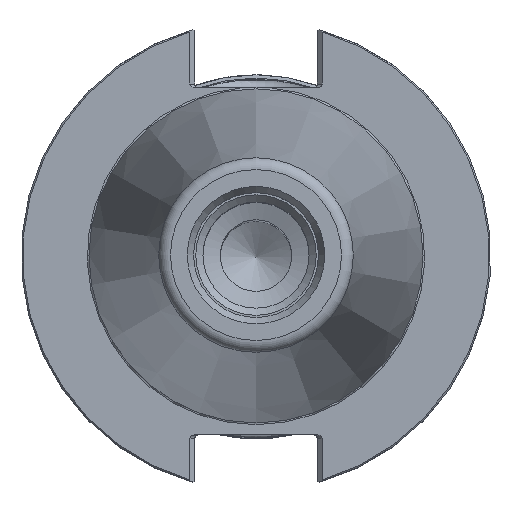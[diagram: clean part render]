
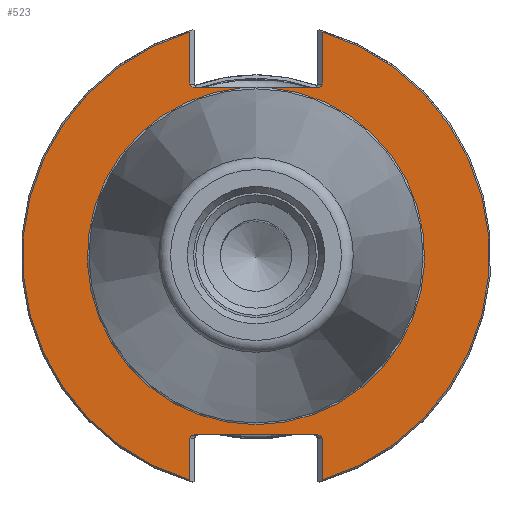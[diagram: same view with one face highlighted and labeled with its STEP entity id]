
A CAD part, top view. The second image highlights one B-rep face of the part: STEP entity #523.
In plain terms, the highlighted planar face has unit normal (0, 0, 1).
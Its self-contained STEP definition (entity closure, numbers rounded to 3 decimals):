
#157=ELLIPSE('',#1942,1.131,0.8);
#158=ELLIPSE('',#1944,1.131,0.8);
#159=ELLIPSE('',#1945,1.131,0.8);
#160=ELLIPSE('',#1947,1.131,0.8);
#289=PLANE('',#1949);
#317=FACE_OUTER_BOUND('',#815,.T.);
#375=LINE('',#2620,#446);
#383=LINE('',#2654,#454);
#384=LINE('',#2659,#455);
#385=LINE('',#2663,#456);
#386=LINE('',#2668,#457);
#387=LINE('',#2672,#458);
#388=LINE('',#2676,#459);
#446=VECTOR('',#2142,1.);
#454=VECTOR('',#2164,1.);
#455=VECTOR('',#2167,1.);
#456=VECTOR('',#2170,1.);
#457=VECTOR('',#2175,1.);
#458=VECTOR('',#2178,1.);
#459=VECTOR('',#2181,1.);
#523=ADVANCED_FACE('',(#317),#289,.F.);
#815=EDGE_LOOP('',(#1029,#1030,#1031,#1032,#1033,#1034,#1035,#1036,#1037,
#1038,#1039,#1040,#1041,#1042));
#1029=ORIENTED_EDGE('',*,*,#1643,.F.);
#1030=ORIENTED_EDGE('',*,*,#1644,.T.);
#1031=ORIENTED_EDGE('',*,*,#1645,.T.);
#1032=ORIENTED_EDGE('',*,*,#1646,.T.);
#1033=ORIENTED_EDGE('',*,*,#1647,.F.);
#1034=ORIENTED_EDGE('',*,*,#1648,.T.);
#1035=ORIENTED_EDGE('',*,*,#1629,.F.);
#1036=ORIENTED_EDGE('',*,*,#1649,.T.);
#1037=ORIENTED_EDGE('',*,*,#1650,.F.);
#1038=ORIENTED_EDGE('',*,*,#1651,.T.);
#1039=ORIENTED_EDGE('',*,*,#1652,.T.);
#1040=ORIENTED_EDGE('',*,*,#1653,.T.);
#1041=ORIENTED_EDGE('',*,*,#1654,.F.);
#1042=ORIENTED_EDGE('',*,*,#1655,.F.);
#1456=VERTEX_POINT('',#2621);
#1457=VERTEX_POINT('',#2622);
#1469=VERTEX_POINT('',#2655);
#1470=VERTEX_POINT('',#2656);
#1471=VERTEX_POINT('',#2658);
#1472=VERTEX_POINT('',#2660);
#1473=VERTEX_POINT('',#2662);
#1474=VERTEX_POINT('',#2664);
#1475=VERTEX_POINT('',#2667);
#1476=VERTEX_POINT('',#2669);
#1477=VERTEX_POINT('',#2671);
#1478=VERTEX_POINT('',#2673);
#1479=VERTEX_POINT('',#2675);
#1480=VERTEX_POINT('',#2677);
#1629=EDGE_CURVE('',#1456,#1457,#375,.T.);
#1643=EDGE_CURVE('',#1469,#1470,#383,.T.);
#1644=EDGE_CURVE('',#1469,#1471,#157,.T.);
#1645=EDGE_CURVE('',#1471,#1472,#384,.T.);
#1646=EDGE_CURVE('',#1472,#1473,#1847,.T.);
#1647=EDGE_CURVE('',#1474,#1473,#385,.T.);
#1648=EDGE_CURVE('',#1474,#1457,#158,.T.);
#1649=EDGE_CURVE('',#1456,#1475,#159,.T.);
#1650=EDGE_CURVE('',#1476,#1475,#386,.T.);
#1651=EDGE_CURVE('',#1476,#1477,#1848,.T.);
#1652=EDGE_CURVE('',#1477,#1478,#387,.T.);
#1653=EDGE_CURVE('',#1478,#1479,#160,.T.);
#1654=EDGE_CURVE('',#1480,#1479,#388,.T.);
#1655=EDGE_CURVE('',#1470,#1480,#1849,.T.);
#1847=CIRCLE('',#1943,48.95);
#1848=CIRCLE('',#1946,48.95);
#1849=CIRCLE('',#1948,35.375);
#1942=AXIS2_PLACEMENT_3D('',#2657,#2165,#2166);
#1943=AXIS2_PLACEMENT_3D('',#2661,#2168,#2169);
#1944=AXIS2_PLACEMENT_3D('',#2665,#2171,#2172);
#1945=AXIS2_PLACEMENT_3D('',#2666,#2173,#2174);
#1946=AXIS2_PLACEMENT_3D('',#2670,#2176,#2177);
#1947=AXIS2_PLACEMENT_3D('',#2674,#2179,#2180);
#1948=AXIS2_PLACEMENT_3D('',#2678,#2182,#2183);
#1949=AXIS2_PLACEMENT_3D('',#2679,#2184,#2185);
#2142=DIRECTION('',(-1.,0.,0.));
#2164=DIRECTION('',(1.,0.,0.));
#2165=DIRECTION('',(0.,0.,-1.));
#2166=DIRECTION('',(-1.,0.,0.));
#2167=DIRECTION('',(0.,1.,0.));
#2168=DIRECTION('',(0.,0.,1.));
#2169=DIRECTION('',(0.,1.,0.));
#2170=DIRECTION('',(0.,-1.,0.));
#2171=DIRECTION('',(0.,0.,-1.));
#2172=DIRECTION('',(1.,0.,0.));
#2173=DIRECTION('',(0.,0.,-1.));
#2174=DIRECTION('',(1.,0.,0.));
#2175=DIRECTION('',(0.,1.,0.));
#2176=DIRECTION('',(0.,0.,1.));
#2177=DIRECTION('',(0.,1.,0.));
#2178=DIRECTION('',(0.,-1.,0.));
#2179=DIRECTION('',(0.,0.,-1.));
#2180=DIRECTION('',(-1.,0.,0.));
#2181=DIRECTION('',(1.,0.,0.));
#2182=DIRECTION('',(0.,0.,1.));
#2183=DIRECTION('',(0.,-1.,0.));
#2184=DIRECTION('',(0.,0.,-1.));
#2185=DIRECTION('',(0.,1.,0.));
#2620=CARTESIAN_POINT('',(0.,-37.5,-3.175));
#2621=CARTESIAN_POINT('',(12.719,-37.5,-3.175));
#2622=CARTESIAN_POINT('',(-12.719,-37.5,-3.175));
#2654=CARTESIAN_POINT('',(0.,35.25,-3.175));
#2655=CARTESIAN_POINT('',(-12.719,35.25,-3.175));
#2656=CARTESIAN_POINT('',(-2.971,35.25,-3.175));
#2657=CARTESIAN_POINT('',(-12.719,36.05,-3.175));
#2658=CARTESIAN_POINT('',(-13.85,36.05,-3.175));
#2659=CARTESIAN_POINT('',(-13.85,-49.25,-3.175));
#2660=CARTESIAN_POINT('',(-13.85,46.95,-3.175));
#2661=CARTESIAN_POINT('',(0.,0.,-3.175));
#2662=CARTESIAN_POINT('',(-13.85,-46.95,-3.175));
#2663=CARTESIAN_POINT('',(-13.85,-49.25,-3.175));
#2664=CARTESIAN_POINT('',(-13.85,-38.3,-3.175));
#2665=CARTESIAN_POINT('',(-12.719,-38.3,-3.175));
#2666=CARTESIAN_POINT('',(12.719,-38.3,-3.175));
#2667=CARTESIAN_POINT('',(13.85,-38.3,-3.175));
#2668=CARTESIAN_POINT('',(13.85,-49.25,-3.175));
#2669=CARTESIAN_POINT('',(13.85,-46.95,-3.175));
#2670=CARTESIAN_POINT('',(0.,0.,-3.175));
#2671=CARTESIAN_POINT('',(13.85,46.95,-3.175));
#2672=CARTESIAN_POINT('',(13.85,-49.25,-3.175));
#2673=CARTESIAN_POINT('',(13.85,36.05,-3.175));
#2674=CARTESIAN_POINT('',(12.719,36.05,-3.175));
#2675=CARTESIAN_POINT('',(12.719,35.25,-3.175));
#2676=CARTESIAN_POINT('',(0.,35.25,-3.175));
#2677=CARTESIAN_POINT('',(2.971,35.25,-3.175));
#2678=CARTESIAN_POINT('',(0.,0.,-3.175));
#2679=CARTESIAN_POINT('',(0.,-49.25,-3.175));
